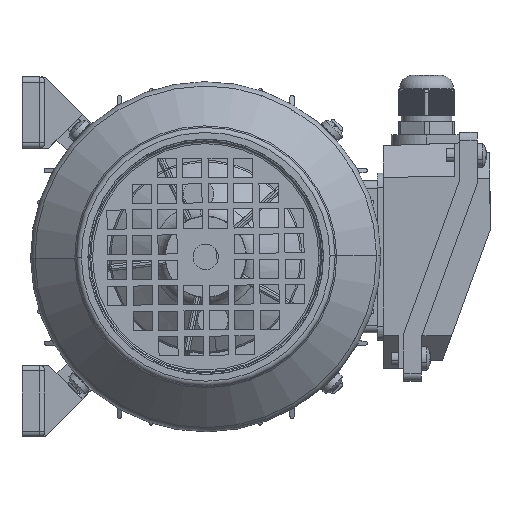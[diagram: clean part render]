
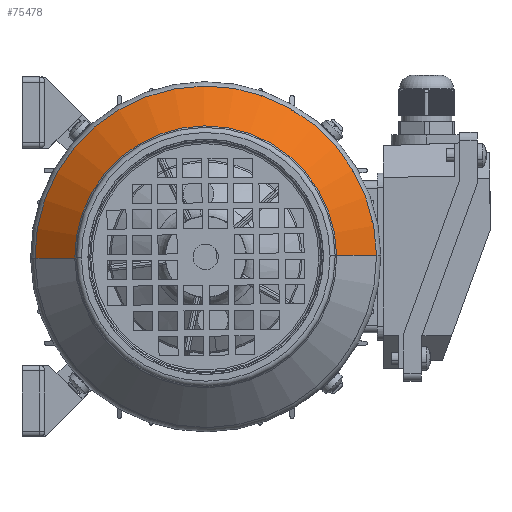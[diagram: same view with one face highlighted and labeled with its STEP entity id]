
A CAD part, left-side view. The second image highlights one B-rep face of the part: STEP entity #75478.
In plain terms, the highlighted conical face has half-angle 45 degrees and reference radius 51.586 mm.
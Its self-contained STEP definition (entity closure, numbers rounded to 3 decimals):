
#30380 = CARTESIAN_POINT ( 'NONE',  ( 53.713, 0., 67.287 ) ) ;
#30433 = DIRECTION ( 'NONE',  ( -0.707, 0., -0.707 ) ) ;
#30434 = VECTOR ( 'NONE', #30433, 1000. ) ;
#30435 = CARTESIAN_POINT ( 'NONE',  ( 69.414, 0., -51.586 ) ) ;
#30436 = LINE ( 'NONE', #30435, #30434 ) ;
#30443 = CARTESIAN_POINT ( 'NONE',  ( 53.713, 0., -67.287 ) ) ;
#33646 = VERTEX_POINT ( 'NONE', #30380 ) ;
#33691 = VERTEX_POINT ( 'NONE', #30443 ) ;
#33694 = EDGE_CURVE ( 'NONE', #84403, #33691, #30436, .T. ) ;
#35581 = DIRECTION ( 'NONE',  ( -0.707, 0., 0.707 ) ) ;
#35582 = VECTOR ( 'NONE', #35581, 1000. ) ;
#35585 = CARTESIAN_POINT ( 'NONE',  ( 69.414, 0., 51.586 ) ) ;
#35586 = LINE ( 'NONE', #35585, #35582 ) ;
#36048 = EDGE_CURVE ( 'NONE', #84416, #33646, #35586, .T. ) ;
#52926 = CARTESIAN_POINT ( 'NONE',  ( 69.414, 0., -51.586 ) ) ;
#53013 = CARTESIAN_POINT ( 'NONE',  ( 69.414, 0., 51.586 ) ) ;
#53823 = CARTESIAN_POINT ( 'NONE',  ( 53.713, 0., 0. ) ) ;
#53891 = DIRECTION ( 'NONE',  ( 0., 0., 1. ) ) ;
#53892 = DIRECTION ( 'NONE',  ( -1., 0., 0. ) ) ;
#53893 = CARTESIAN_POINT ( 'NONE',  ( 69.414, 0., 0. ) ) ;
#53894 = AXIS2_PLACEMENT_3D ( 'NONE', #53893, #53892, #53891 ) ;
#53895 = CIRCLE ( 'NONE', #53894, 51.586 ) ;
#53903 = DIRECTION ( 'NONE',  ( 0., 0., 1. ) ) ;
#53904 = DIRECTION ( 'NONE',  ( -1., 0., 0. ) ) ;
#53905 = AXIS2_PLACEMENT_3D ( 'NONE', #53823, #53904, #53903 ) ;
#53907 = CIRCLE ( 'NONE', #53905, 67.287 ) ;
#53972 = DIRECTION ( 'NONE',  ( 0., 0., 1. ) ) ;
#53973 = DIRECTION ( 'NONE',  ( -1., 0., 0. ) ) ;
#53974 = CARTESIAN_POINT ( 'NONE',  ( 69.414, 0., 0. ) ) ;
#53976 = AXIS2_PLACEMENT_3D ( 'NONE', #53974, #53973, #53972 ) ;
#53980 = CONICAL_SURFACE ( 'NONE', #53976, 51.586, 0.785 ) ;
#53982 = FACE_OUTER_BOUND ( 'NONE', #75485, .T. ) ;
#75464 = EDGE_CURVE ( 'NONE', #33691, #33646, #53907, .T. ) ;
#75478 = ADVANCED_FACE ( 'NONE', ( #53982 ), #53980, .T. ) ;
#75485 = EDGE_LOOP ( 'NONE', ( #75543, #75551, #75559, #75563 ) ) ;
#75543 = ORIENTED_EDGE ( 'NONE', *, *, #33694, .F. ) ;
#75551 = ORIENTED_EDGE ( 'NONE', *, *, #84706, .T. ) ;
#75559 = ORIENTED_EDGE ( 'NONE', *, *, #36048, .T. ) ;
#75563 = ORIENTED_EDGE ( 'NONE', *, *, #75464, .F. ) ;
#84403 = VERTEX_POINT ( 'NONE', #52926 ) ;
#84416 = VERTEX_POINT ( 'NONE', #53013 ) ;
#84706 = EDGE_CURVE ( 'NONE', #84403, #84416, #53895, .T. ) ;
